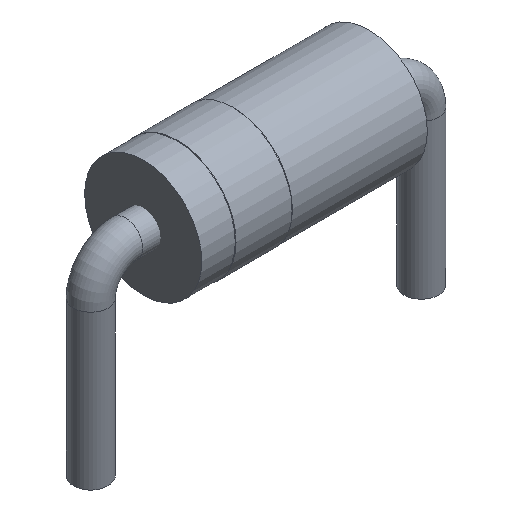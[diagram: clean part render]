
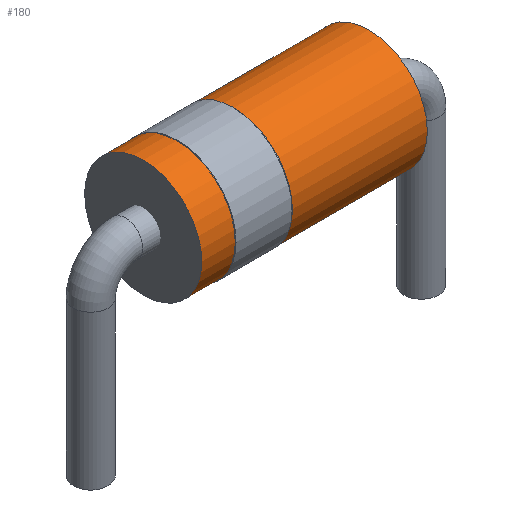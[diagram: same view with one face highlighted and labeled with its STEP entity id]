
A CAD part, isometric view. The second image highlights one B-rep face of the part: STEP entity #180.
In plain terms, the highlighted cylindrical face has radius 1.35 mm (diameter 2.7 mm), a full revolution.
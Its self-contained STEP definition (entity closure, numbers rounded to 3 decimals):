
#167 = EDGE_CURVE('',#168,#168,#170,.T.);
#168 = VERTEX_POINT('',#169);
#169 = CARTESIAN_POINT('',(6.41,3.2,0.));
#170 = CIRCLE('',#171,1.35);
#171 = AXIS2_PLACEMENT_3D('',#172,#173,#174);
#172 = CARTESIAN_POINT('',(6.41,1.85,0.));
#173 = DIRECTION('',(1.,0.,0.));
#174 = DIRECTION('',(0.,1.,0.));
#180 = ADVANCED_FACE('',(#181),#200,.T.);
#181 = FACE_BOUND('',#182,.T.);
#182 = EDGE_LOOP('',(#183,#192,#198,#199));
#183 = ORIENTED_EDGE('',*,*,#184,.T.);
#184 = EDGE_CURVE('',#185,#185,#187,.T.);
#185 = VERTEX_POINT('',#186);
#186 = CARTESIAN_POINT('',(1.21,3.2,0.));
#187 = CIRCLE('',#188,1.35);
#188 = AXIS2_PLACEMENT_3D('',#189,#190,#191);
#189 = CARTESIAN_POINT('',(1.21,1.85,0.));
#190 = DIRECTION('',(1.,0.,0.));
#191 = DIRECTION('',(0.,1.,0.));
#192 = ORIENTED_EDGE('',*,*,#193,.T.);
#193 = EDGE_CURVE('',#185,#168,#194,.T.);
#194 = LINE('',#195,#196);
#195 = CARTESIAN_POINT('',(1.21,3.2,0.));
#196 = VECTOR('',#197,1.);
#197 = DIRECTION('',(1.,0.,0.));
#198 = ORIENTED_EDGE('',*,*,#167,.F.);
#199 = ORIENTED_EDGE('',*,*,#193,.F.);
#200 = CYLINDRICAL_SURFACE('',#201,1.35);
#201 = AXIS2_PLACEMENT_3D('',#202,#203,#204);
#202 = CARTESIAN_POINT('',(1.21,1.85,0.));
#203 = DIRECTION('',(1.,0.,0.));
#204 = DIRECTION('',(0.,1.,0.));
